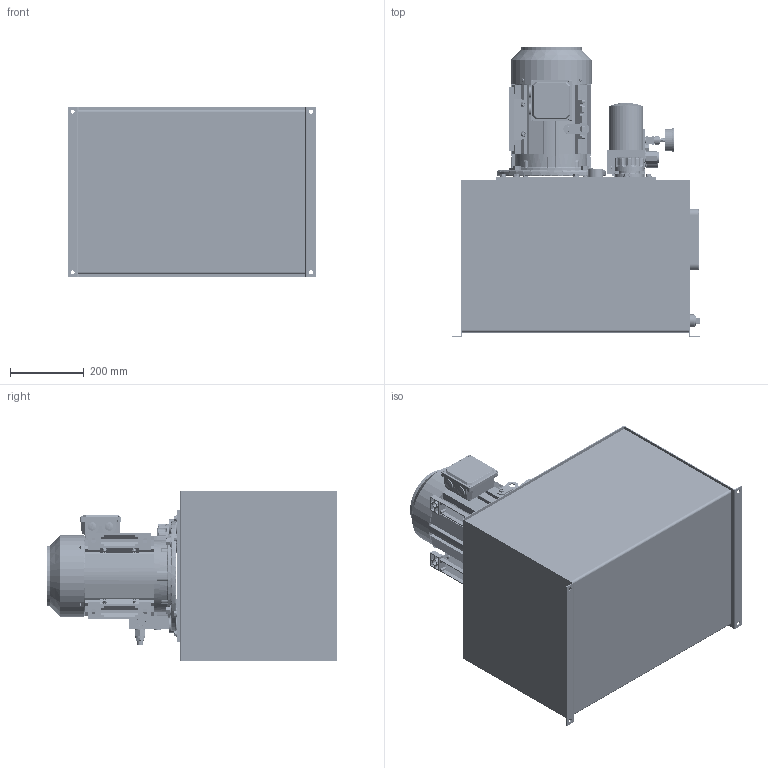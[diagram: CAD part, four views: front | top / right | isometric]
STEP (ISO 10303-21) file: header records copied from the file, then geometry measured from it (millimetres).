
FILE_DESCRIPTION (( 'STEP AP203' ), '1' );
FILE_NAME ('51060630034.step', '2024-03-06T19:36:06', ( '' ), ( '' ), 'SwSTEP 2.0', 'SolidWorks 2023', '' );
FILE_SCHEMA (( 'CONFIG_CONTROL_DESIGN' ));
Products named in the file (1): 51060630034
Bounding box: 670.56 x 785.67 x 460.38 mm (x, y, z)
Volume: 20310331.5 mm3; surface area: 4271196.5 mm2
Topology: 129 solids, 154 shells, 7004 faces, 17423 edges, 11211 vertices
Faces by surface type: plane 3495, cylinder 1924, bspline 937, cone 562, torus 86
Entity records: 256922 total; most frequent: CARTESIAN_POINT 94090, ORIENTED_EDGE 34714, DIRECTION 31675, EDGE_CURVE 17357, VERTEX_POINT 11211, AXIS2_PLACEMENT_3D 10774, LINE 10127, VECTOR 10127
